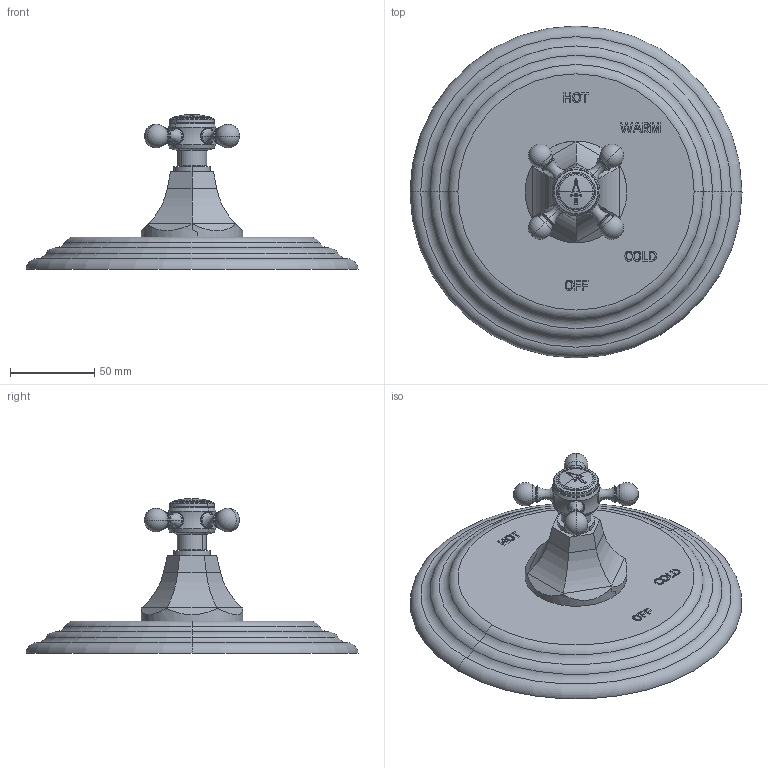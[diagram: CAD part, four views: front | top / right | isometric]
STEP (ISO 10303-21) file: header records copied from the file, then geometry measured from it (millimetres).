
FILE_DESCRIPTION((''),'2;1');
FILE_NAME('4-1224BP','2021-06-02T15:54:39',('jinson.thomas'),(''),'CREO PARAMETRIC BY PTC INC, 2018400','CREO PARAMETRIC BY PTC INC, 2018400','');
FILE_SCHEMA(('CONFIG_CONTROL_DESIGN'));
Length unit declared in the file: inch
Products named in the file (1): 4-1224BP
Bounding box: 196.85 x 196.85 x 91.85 mm (x, y, z)
Volume: 530662.1 mm3; surface area: 75892.2 mm2
Topology: 1 solids, 1 shells, 364 faces, 904 edges, 567 vertices
Faces by surface type: plane 159, extrusion 80, torus 48, cylinder 41, cone 18, sphere 14, bspline 4
Entity records: 11863 total; most frequent: CARTESIAN_POINT 3478, ORIENTED_EDGE 1788, DIRECTION 1542, EDGE_CURVE 894, VERTEX_POINT 567, VECTOR 558, AXIS2_PLACEMENT_3D 492, LINE 478
